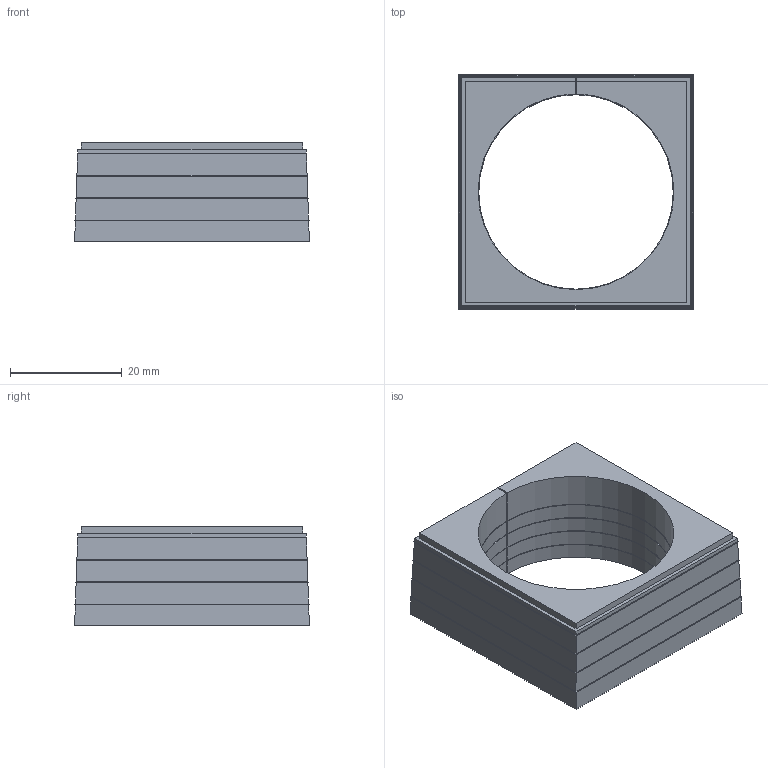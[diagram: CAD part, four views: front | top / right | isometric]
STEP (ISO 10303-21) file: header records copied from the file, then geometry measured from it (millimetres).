
FILE_DESCRIPTION(/* description */ (''),/* implementation_level */ '2;1');
FILE_NAME(/* name */ '28732_4_KDS-DEG_34-35.stp',/* time_stamp */ '2023-10-17T09:58:50+02:00',/* author */ (''),/* organization */ (''),/* preprocessor_version */ 'ST-DEVELOPER v19.3',/* originating_system */ 'SIEMENS PLM Software NX2212.1700',/* authorisation */ '');
FILE_SCHEMA (('AUTOMOTIVE_DESIGN { 1 0 10303 214 3 1 1 1 }'));
Length unit declared in the file: millimetre
Products named in the file (1): 28732_4_KDS-DEG_34-35
Bounding box: 42 x 42 x 17.7 mm (x, y, z)
Volume: 13147.7 mm3; surface area: 6657.1 mm2
Topology: 1 solids, 1 shells, 124 faces, 329 edges, 214 vertices
Faces by surface type: plane 101, extrusion 13, cylinder 6, cone 4
Full cylindrical faces by diameter (mm): 8 x1
Entity records: 4251 total; most frequent: CARTESIAN_POINT 1330, ORIENTED_EDGE 656, DIRECTION 485, EDGE_CURVE 328, VECTOR 229, LINE 216, VERTEX_POINT 214, EDGE_LOOP 132
